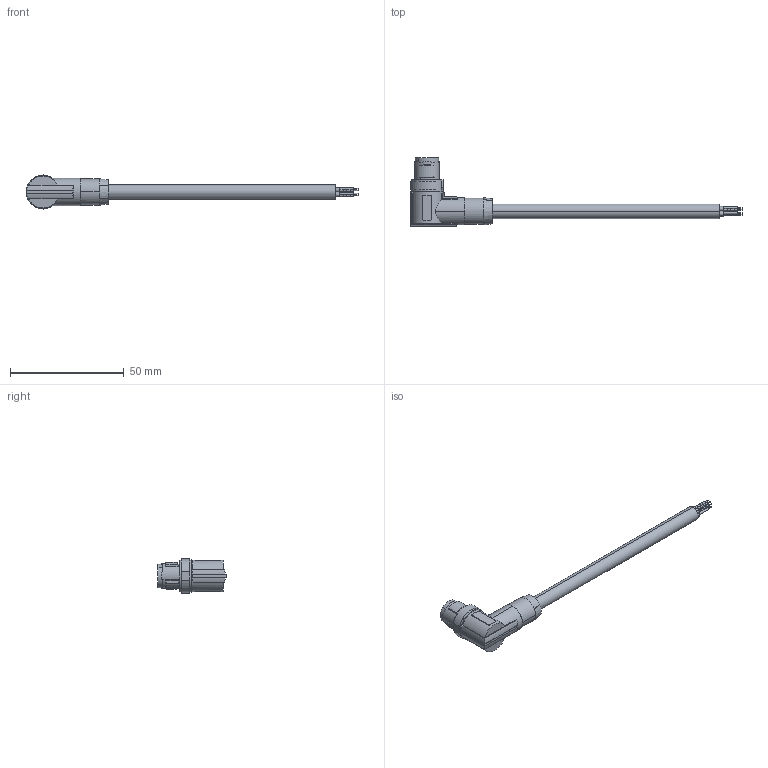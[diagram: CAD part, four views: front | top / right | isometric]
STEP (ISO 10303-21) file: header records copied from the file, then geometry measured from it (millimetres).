
FILE_DESCRIPTION(('SolidDesigner STEP Export'),'2;1');
FILE_NAME('1408751_NBC_MR_5.0_94B_SCO_US-select.stp','2013-06-06T13:48:09',(''),(''),'Creo Elements/Direct Modeling STEP processor for AP214 (Solid Model)','Creo Elements/Direct Modeling 18.1 06-May-2012 (C) Parametric Technology GmbH','');
FILE_SCHEMA(('AUTOMOTIVE_DESIGN { 1 0 10303 214 1 1 1 1 }'));
Length unit declared in the file: millimetre
Products named in the file (1): 1408751_NBC_MR_5.0_94B_SCO_US-select
Bounding box: 146.25 x 30 x 14.99 mm (x, y, z)
Volume: 9343.8 mm3; surface area: 5129.5 mm2
Topology: 1 solids, 1 shells, 254 faces, 591 edges, 390 vertices
Faces by surface type: cylinder 125, plane 97, cone 22, bspline 10
Entity records: 12932 total; most frequent: CARTESIAN_POINT 5423, ORIENTED_EDGE 1182, DIRECTION 997, EDGE_CURVE 591, VERTEX_POINT 390, AXIS2_PLACEMENT_3D 383, EDGE_LOOP 305, COLOUR_RGB 255
